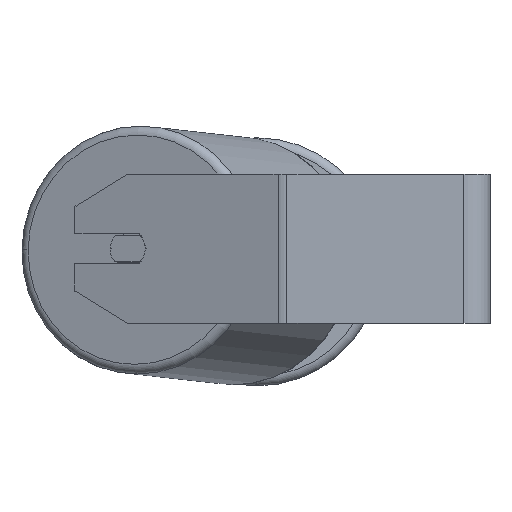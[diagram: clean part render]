
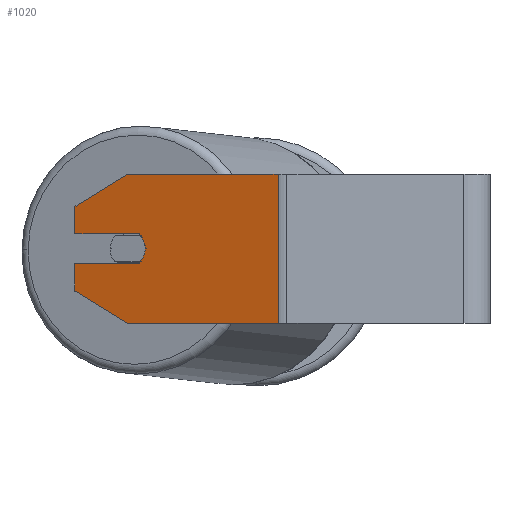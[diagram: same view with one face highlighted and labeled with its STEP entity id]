
A CAD part, left-side view. The second image highlights one B-rep face of the part: STEP entity #1020.
In plain terms, the highlighted planar face has unit normal (-0.94, 0.342, 0).
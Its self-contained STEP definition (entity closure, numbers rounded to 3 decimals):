
#150 = EDGE_CURVE ( 'NONE', #4847, #2176, #992, .T. ) ;
#180 = VERTEX_POINT ( 'NONE', #1031 ) ;
#316 = CARTESIAN_POINT ( 'NONE',  ( -269.546, 222.456, 40. ) ) ;
#323 = LINE ( 'NONE', #357, #4975 ) ;
#357 = CARTESIAN_POINT ( 'NONE',  ( -269.546, 222.456, -40. ) ) ;
#373 = VECTOR ( 'NONE', #8421, 1000. ) ;
#404 = DIRECTION ( 'NONE',  ( -0.342, -0.94, 0. ) ) ;
#463 = CARTESIAN_POINT ( 'NONE',  ( -279.807, 194.265, -40. ) ) ;
#499 = EDGE_CURVE ( 'NONE', #4355, #4847, #3339, .T. ) ;
#520 = VERTEX_POINT ( 'NONE', #3681 ) ;
#609 = EDGE_CURVE ( 'NONE', #6953, #1767, #323, .T. ) ;
#703 = EDGE_CURVE ( 'NONE', #520, #180, #2563, .T. ) ;
#844 = VERTEX_POINT ( 'NONE', #3983 ) ;
#883 = ORIENTED_EDGE ( 'NONE', *, *, #499, .F. ) ;
#975 = CARTESIAN_POINT ( 'NONE',  ( -283.227, 184.868, 0. ) ) ;
#992 = LINE ( 'NONE', #5540, #1950 ) ;
#1020 = ADVANCED_FACE ( 'NONE', ( #1852 ), #5761, .F. ) ;
#1031 = CARTESIAN_POINT ( 'NONE',  ( -281.859, 188.627, -8. ) ) ;
#1285 = DIRECTION ( 'NONE',  ( -0.342, -0.94, 0. ) ) ;
#1352 = DIRECTION ( 'NONE',  ( 0.296, 0.814, -0.5 ) ) ;
#1379 = DIRECTION ( 'NONE',  ( 0., 0., -1. ) ) ;
#1468 = CARTESIAN_POINT ( 'NONE',  ( -269.546, 222.456, 8. ) ) ;
#1555 = VERTEX_POINT ( 'NONE', #6560 ) ;
#1767 = VERTEX_POINT ( 'NONE', #4841 ) ;
#1852 = FACE_OUTER_BOUND ( 'NONE', #2635, .T. ) ;
#1950 = VECTOR ( 'NONE', #4323, 1000. ) ;
#2087 = CARTESIAN_POINT ( 'NONE',  ( -279.807, 194.265, 0. ) ) ;
#2176 = VERTEX_POINT ( 'NONE', #1468 ) ;
#2421 = EDGE_CURVE ( 'NONE', #844, #2176, #5328, .T. ) ;
#2453 = DIRECTION ( 'NONE',  ( 0., 0., -1. ) ) ;
#2507 = VERTEX_POINT ( 'NONE', #5952 ) ;
#2563 = LINE ( 'NONE', #5097, #7977 ) ;
#2621 = CARTESIAN_POINT ( 'NONE',  ( -279.807, 194.265, 0. ) ) ;
#2635 = EDGE_LOOP ( 'NONE', ( #3816, #6830, #4617, #4653, #8176, #5848, #5622, #6202, #6552, #3242, #883 ) ) ;
#2748 = DIRECTION ( 'NONE',  ( -0.94, 0.342, 0. ) ) ;
#2906 = DIRECTION ( 'NONE',  ( 0.94, -0.342, 0. ) ) ;
#2925 = AXIS2_PLACEMENT_3D ( 'NONE', #2087, #2748, #3391 ) ;
#3157 = EDGE_CURVE ( 'NONE', #2507, #1767, #4516, .T. ) ;
#3204 = LINE ( 'NONE', #4620, #3500 ) ;
#3242 = ORIENTED_EDGE ( 'NONE', *, *, #150, .F. ) ;
#3251 = EDGE_CURVE ( 'NONE', #180, #4355, #6090, .T. ) ;
#3302 = CARTESIAN_POINT ( 'NONE',  ( -269.546, 222.456, 40. ) ) ;
#3339 = CIRCLE ( 'NONE', #2925, 10. ) ;
#3343 = AXIS2_PLACEMENT_3D ( 'NONE', #316, #2906, #5522 ) ;
#3391 = DIRECTION ( 'NONE',  ( -0.342, -0.94, 0. ) ) ;
#3500 = VECTOR ( 'NONE', #3980, 1000. ) ;
#3649 = VECTOR ( 'NONE', #1352, 1000. ) ;
#3681 = CARTESIAN_POINT ( 'NONE',  ( -269.546, 222.456, -8. ) ) ;
#3816 = ORIENTED_EDGE ( 'NONE', *, *, #3251, .F. ) ;
#3965 = CARTESIAN_POINT ( 'NONE',  ( -269.546, 222.456, 22.679 ) ) ;
#3980 = DIRECTION ( 'NONE',  ( 0., 0., -1. ) ) ;
#3983 = CARTESIAN_POINT ( 'NONE',  ( -269.546, 222.456, 22.679 ) ) ;
#4083 = EDGE_CURVE ( 'NONE', #520, #1555, #3204, .T. ) ;
#4249 = EDGE_CURVE ( 'NONE', #4877, #2507, #6747, .T. ) ;
#4323 = DIRECTION ( 'NONE',  ( 0.342, 0.94, 0. ) ) ;
#4355 = VERTEX_POINT ( 'NONE', #975 ) ;
#4442 = VECTOR ( 'NONE', #1379, 1000. ) ;
#4516 = LINE ( 'NONE', #8399, #7044 ) ;
#4617 = ORIENTED_EDGE ( 'NONE', *, *, #4083, .T. ) ;
#4620 = CARTESIAN_POINT ( 'NONE',  ( -269.546, 222.456, 40. ) ) ;
#4653 = ORIENTED_EDGE ( 'NONE', *, *, #5140, .T. ) ;
#4714 = DIRECTION ( 'NONE',  ( -0.94, 0.342, 0. ) ) ;
#4841 = CARTESIAN_POINT ( 'NONE',  ( -309.156, 113.63, -40. ) ) ;
#4847 = VERTEX_POINT ( 'NONE', #7448 ) ;
#4877 = VERTEX_POINT ( 'NONE', #5457 ) ;
#4975 = VECTOR ( 'NONE', #404, 1000. ) ;
#5097 = CARTESIAN_POINT ( 'NONE',  ( -281.859, 188.627, -8. ) ) ;
#5140 = EDGE_CURVE ( 'NONE', #1555, #6953, #5904, .T. ) ;
#5328 = LINE ( 'NONE', #3302, #4442 ) ;
#5457 = CARTESIAN_POINT ( 'NONE',  ( -279.807, 194.265, 40. ) ) ;
#5487 = DIRECTION ( 'NONE',  ( -0.342, -0.94, 0. ) ) ;
#5522 = DIRECTION ( 'NONE',  ( 0.342, 0.94, 0. ) ) ;
#5540 = CARTESIAN_POINT ( 'NONE',  ( -281.859, 188.627, 8. ) ) ;
#5622 = ORIENTED_EDGE ( 'NONE', *, *, #4249, .F. ) ;
#5690 = AXIS2_PLACEMENT_3D ( 'NONE', #2621, #4714, #5838 ) ;
#5761 = PLANE ( 'NONE',  #3343 ) ;
#5815 = EDGE_CURVE ( 'NONE', #4877, #844, #7888, .T. ) ;
#5838 = DIRECTION ( 'NONE',  ( -0.342, -0.94, 0. ) ) ;
#5840 = VECTOR ( 'NONE', #5487, 1000. ) ;
#5848 = ORIENTED_EDGE ( 'NONE', *, *, #3157, .F. ) ;
#5904 = LINE ( 'NONE', #7866, #373 ) ;
#5952 = CARTESIAN_POINT ( 'NONE',  ( -309.156, 113.63, 40. ) ) ;
#6090 = CIRCLE ( 'NONE', #5690, 10. ) ;
#6113 = CARTESIAN_POINT ( 'NONE',  ( -269.546, 222.456, 40. ) ) ;
#6202 = ORIENTED_EDGE ( 'NONE', *, *, #5815, .T. ) ;
#6552 = ORIENTED_EDGE ( 'NONE', *, *, #2421, .T. ) ;
#6560 = CARTESIAN_POINT ( 'NONE',  ( -269.546, 222.456, -22.679 ) ) ;
#6747 = LINE ( 'NONE', #6113, #5840 ) ;
#6830 = ORIENTED_EDGE ( 'NONE', *, *, #703, .F. ) ;
#6953 = VERTEX_POINT ( 'NONE', #463 ) ;
#7044 = VECTOR ( 'NONE', #2453, 1000. ) ;
#7448 = CARTESIAN_POINT ( 'NONE',  ( -281.859, 188.627, 8. ) ) ;
#7866 = CARTESIAN_POINT ( 'NONE',  ( -279.807, 194.265, -40. ) ) ;
#7888 = LINE ( 'NONE', #3965, #3649 ) ;
#7977 = VECTOR ( 'NONE', #1285, 1000. ) ;
#8176 = ORIENTED_EDGE ( 'NONE', *, *, #609, .T. ) ;
#8399 = CARTESIAN_POINT ( 'NONE',  ( -309.156, 113.63, 40. ) ) ;
#8421 = DIRECTION ( 'NONE',  ( -0.296, -0.814, -0.5 ) ) ;
